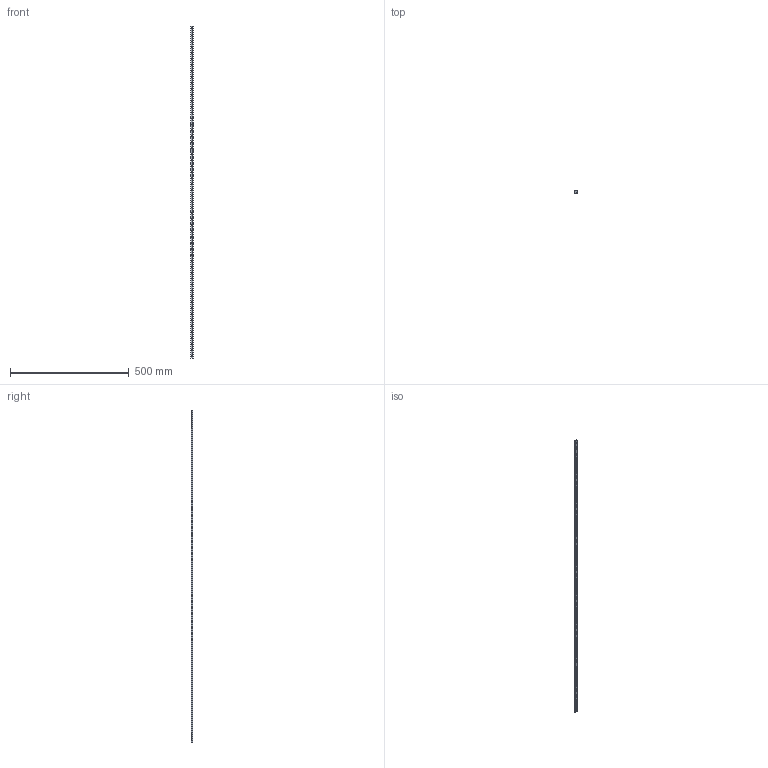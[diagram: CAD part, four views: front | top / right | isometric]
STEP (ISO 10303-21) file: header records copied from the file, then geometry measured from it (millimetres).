
FILE_DESCRIPTION (( 'STEP AP214' ), '1' );
FILE_NAME ('MGN12 LINEAR GUIDE RAIL, CONFIGURABLE, 1400 mm.STEP', '2018-10-15T06:56:43', ( '' ), ( '' ), 'SwSTEP 2.0', 'SolidWorks 2018', '' );
FILE_SCHEMA (( 'AUTOMOTIVE_DESIGN' ));
Length unit declared in the file: millimetre
Products named in the file (2): MGN12 LINEAR GUIDE RAIL, CONFIGURABLE, 1400 mm
Bounding box: 11.97 x 8 x 1400 mm (x, y, z)
Volume: 118116.1 mm3; surface area: 65474.5 mm2
Topology: 1 solids, 1 shells, 318 faces, 948 edges, 632 vertices
Faces by surface type: cylinder 243, plane 75
Entity records: 11659 total; most frequent: CARTESIAN_POINT 2404, DIRECTION 2074, ORIENTED_EDGE 1896, EDGE_CURVE 948, AXIS2_PLACEMENT_3D 862, VERTEX_POINT 632, CIRCLE 542, EDGE_LOOP 430
